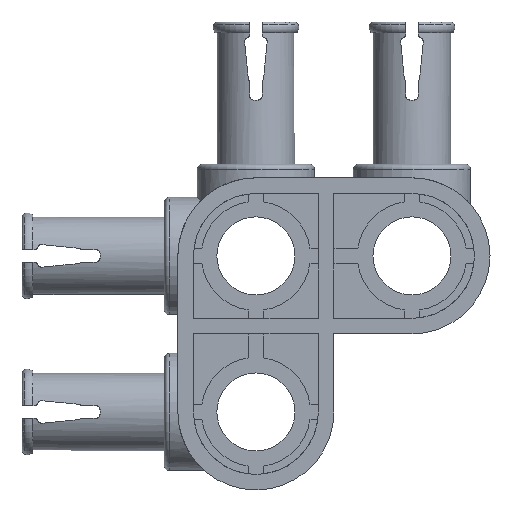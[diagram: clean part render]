
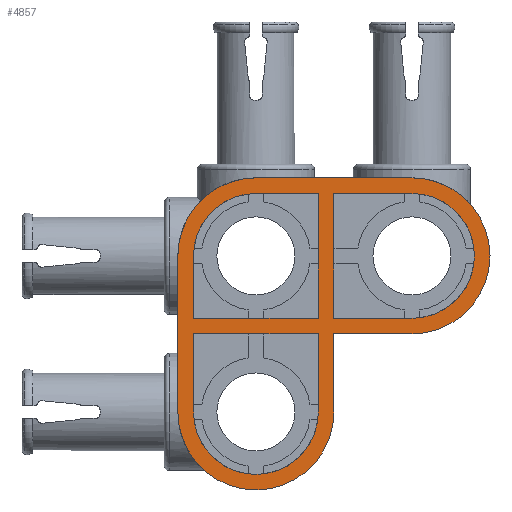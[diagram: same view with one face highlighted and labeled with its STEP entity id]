
A CAD part, front view. The second image highlights one B-rep face of the part: STEP entity #4857.
In plain terms, the highlighted planar face has unit normal (0, -1, 0).
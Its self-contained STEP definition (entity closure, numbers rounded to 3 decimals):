
#57=FACE_BOUND('',#757,.T.);
#58=FACE_BOUND('',#758,.T.);
#59=FACE_BOUND('',#759,.T.);
#248=PLANE('',#5315);
#497=FACE_OUTER_BOUND('',#756,.T.);
#756=EDGE_LOOP('',(#4483,#4484,#4485,#4486,#4487,#4488,#4489));
#757=EDGE_LOOP('',(#4490,#4491,#4492,#4493));
#758=EDGE_LOOP('',(#4494,#4495,#4496,#4497,#4498));
#759=EDGE_LOOP('',(#4499,#4500,#4501,#4502));
#1020=LINE('',#8318,#1448);
#1036=LINE('',#8350,#1464);
#1049=LINE('',#8384,#1477);
#1061=LINE('',#8416,#1489);
#1069=LINE('',#8432,#1497);
#1077=LINE('',#8449,#1505);
#1146=LINE('',#8638,#1574);
#1199=LINE('',#8785,#1627);
#1212=LINE('',#8820,#1640);
#1213=LINE('',#8822,#1641);
#1228=LINE('',#8865,#1656);
#1281=LINE('',#9012,#1709);
#1292=LINE('',#9043,#1720);
#1293=LINE('',#9044,#1721);
#1448=VECTOR('',#5914,10.);
#1464=VECTOR('',#5934,10.);
#1477=VECTOR('',#5961,10.);
#1489=VECTOR('',#5987,10.);
#1497=VECTOR('',#5999,10.);
#1505=VECTOR('',#6009,10.);
#1574=VECTOR('',#6206,10.);
#1627=VECTOR('',#6351,10.);
#1640=VECTOR('',#6398,10.);
#1641=VECTOR('',#6401,10.);
#1656=VECTOR('',#6438,10.);
#1709=VECTOR('',#6583,10.);
#1720=VECTOR('',#6628,10.);
#1721=VECTOR('',#6629,10.);
#1749=CIRCLE('',#4939,5.);
#1771=CIRCLE('',#4995,5.);
#1804=CIRCLE('',#5090,5.);
#1811=CIRCLE('',#5107,4.);
#1839=CIRCLE('',#5182,4.);
#1871=CIRCLE('',#5257,4.);
#1957=VERTEX_POINT('',#7099);
#1958=VERTEX_POINT('',#7101);
#2017=VERTEX_POINT('',#7526);
#2018=VERTEX_POINT('',#7528);
#2118=VERTEX_POINT('',#8260);
#2119=VERTEX_POINT('',#8262);
#2144=VERTEX_POINT('',#8315);
#2145=VERTEX_POINT('',#8317);
#2159=VERTEX_POINT('',#8348);
#2173=VERTEX_POINT('',#8382);
#2182=VERTEX_POINT('',#8403);
#2190=VERTEX_POINT('',#8428);
#2192=VERTEX_POINT('',#8431);
#2198=VERTEX_POINT('',#8445);
#2200=VERTEX_POINT('',#8448);
#2256=VERTEX_POINT('',#8636);
#2262=VERTEX_POINT('',#8654);
#2309=VERTEX_POINT('',#8818);
#2326=VERTEX_POINT('',#8863);
#2332=VERTEX_POINT('',#8881);
#2466=EDGE_CURVE('',#1958,#1957,#1749,.T.);
#2554=EDGE_CURVE('',#2018,#2017,#1771,.T.);
#2705=EDGE_CURVE('',#2119,#2118,#1804,.T.);
#2731=EDGE_CURVE('',#2145,#2144,#1020,.T.);
#2747=EDGE_CURVE('',#2144,#2159,#1036,.T.);
#2764=EDGE_CURVE('',#2159,#2173,#1049,.T.);
#2774=EDGE_CURVE('',#2173,#2182,#1811,.T.);
#2780=EDGE_CURVE('',#2182,#2145,#1061,.T.);
#2788=EDGE_CURVE('',#2192,#2190,#1069,.T.);
#2796=EDGE_CURVE('',#2200,#2198,#1077,.T.);
#2889=EDGE_CURVE('',#2198,#2256,#1146,.T.);
#2898=EDGE_CURVE('',#2256,#2262,#1839,.T.);
#2965=EDGE_CURVE('',#2262,#2200,#1199,.T.);
#2981=EDGE_CURVE('',#1957,#2309,#1212,.T.);
#2982=EDGE_CURVE('',#2017,#1958,#1213,.T.);
#3003=EDGE_CURVE('',#2190,#2326,#1228,.T.);
#3012=EDGE_CURVE('',#2326,#2332,#1871,.T.);
#3079=EDGE_CURVE('',#2332,#2192,#1281,.T.);
#3093=EDGE_CURVE('',#2118,#2018,#1292,.T.);
#3094=EDGE_CURVE('',#2309,#2119,#1293,.T.);
#4483=ORIENTED_EDGE('',*,*,#3093,.T.);
#4484=ORIENTED_EDGE('',*,*,#2554,.T.);
#4485=ORIENTED_EDGE('',*,*,#2982,.T.);
#4486=ORIENTED_EDGE('',*,*,#2466,.T.);
#4487=ORIENTED_EDGE('',*,*,#2981,.T.);
#4488=ORIENTED_EDGE('',*,*,#3094,.T.);
#4489=ORIENTED_EDGE('',*,*,#2705,.T.);
#4490=ORIENTED_EDGE('',*,*,#3003,.T.);
#4491=ORIENTED_EDGE('',*,*,#3012,.T.);
#4492=ORIENTED_EDGE('',*,*,#3079,.T.);
#4493=ORIENTED_EDGE('',*,*,#2788,.T.);
#4494=ORIENTED_EDGE('',*,*,#2731,.T.);
#4495=ORIENTED_EDGE('',*,*,#2747,.T.);
#4496=ORIENTED_EDGE('',*,*,#2764,.T.);
#4497=ORIENTED_EDGE('',*,*,#2774,.T.);
#4498=ORIENTED_EDGE('',*,*,#2780,.T.);
#4499=ORIENTED_EDGE('',*,*,#2889,.T.);
#4500=ORIENTED_EDGE('',*,*,#2898,.T.);
#4501=ORIENTED_EDGE('',*,*,#2965,.T.);
#4502=ORIENTED_EDGE('',*,*,#2796,.T.);
#4857=ADVANCED_FACE('',(#497,#57,#58,#59),#248,.F.);
#4939=AXIS2_PLACEMENT_3D('',#7102,#5483,#5484);
#4995=AXIS2_PLACEMENT_3D('',#7529,#5628,#5629);
#5090=AXIS2_PLACEMENT_3D('',#8263,#5880,#5881);
#5107=AXIS2_PLACEMENT_3D('',#8405,#5976,#5977);
#5182=AXIS2_PLACEMENT_3D('',#8656,#6222,#6223);
#5257=AXIS2_PLACEMENT_3D('',#8883,#6454,#6455);
#5315=AXIS2_PLACEMENT_3D('',#9042,#6626,#6627);
#5483=DIRECTION('center_axis',(0.,-1.,0.));
#5484=DIRECTION('ref_axis',(0.,0.,
-1.));
#5628=DIRECTION('center_axis',(0.,-1.,0.));
#5629=DIRECTION('ref_axis',(-1.,0.,0.));
#5880=DIRECTION('center_axis',(0.,-1.,0.));
#5881=DIRECTION('ref_axis',(1.,0.,0.));
#5914=DIRECTION('',(0.,0.,-1.));
#5934=DIRECTION('',(-1.,0.,0.));
#5961=DIRECTION('',(0.,0.,1.));
#5976=DIRECTION('center_axis',(0.,1.,0.));
#5977=DIRECTION('ref_axis',(-0.125,0.,0.992));
#5987=DIRECTION('',(1.,0.,0.));
#5999=DIRECTION('',(0.,0.,1.));
#6009=DIRECTION('',(1.,0.,0.));
#6206=DIRECTION('',(0.,0.,-1.));
#6222=DIRECTION('center_axis',(0.,1.,0.));
#6223=DIRECTION('ref_axis',(-1.,0.,0.));
#6351=DIRECTION('',(0.,0.,1.));
#6398=DIRECTION('',(0.,0.,1.));
#6401=DIRECTION('',(0.,0.,-1.));
#6438=DIRECTION('',(1.,0.,0.));
#6454=DIRECTION('center_axis',(0.,1.,0.));
#6455=DIRECTION('ref_axis',(0.,0.,
-1.));
#6583=DIRECTION('',(-1.,0.,0.));
#6626=DIRECTION('center_axis',(0.,1.,0.));
#6627=DIRECTION('ref_axis',(0.,0.,
-1.));
#6628=DIRECTION('',(-1.,0.,0.));
#6629=DIRECTION('',(1.,0.,0.));
#7099=CARTESIAN_POINT('',(5.072,-3.479,-1.58));
#7101=CARTESIAN_POINT('',(-4.928,-3.479,-1.58));
#7102=CARTESIAN_POINT('Origin',(0.072,-3.479,-1.58));
#7526=CARTESIAN_POINT('',(-4.928,-3.479,8.42));
#7528=CARTESIAN_POINT('',(0.072,-3.479,13.42));
#7529=CARTESIAN_POINT('Origin',(0.072,-3.479,8.42));
#8260=CARTESIAN_POINT('',(10.072,-3.479,13.42));
#8262=CARTESIAN_POINT('',(10.072,-3.479,3.42));
#8263=CARTESIAN_POINT('Origin',(10.072,-3.479,8.42));
#8315=CARTESIAN_POINT('',(4.072,-3.479,4.42));
#8317=CARTESIAN_POINT('',(4.072,-3.479,12.42));
#8318=CARTESIAN_POINT('',(4.072,-3.479,7.909));
#8348=CARTESIAN_POINT('',(-3.928,-3.479,4.42));
#8350=CARTESIAN_POINT('',(0.083,-3.479,4.42));
#8382=CARTESIAN_POINT('',(-3.928,-3.479,8.42));
#8384=CARTESIAN_POINT('',(-3.928,-3.479,7.909));
#8403=CARTESIAN_POINT('',(0.072,-3.479,12.42));
#8405=CARTESIAN_POINT('Origin',(0.072,-3.479,8.42));
#8416=CARTESIAN_POINT('',(0.583,-3.479,12.42));
#8428=CARTESIAN_POINT('',(5.072,-3.479,12.42));
#8431=CARTESIAN_POINT('',(5.072,-3.479,4.42));
#8432=CARTESIAN_POINT('',(5.072,-3.479,13.42));
#8445=CARTESIAN_POINT('',(4.072,-3.479,3.42));
#8448=CARTESIAN_POINT('',(-3.928,-3.479,3.42));
#8449=CARTESIAN_POINT('',(4.572,-3.479,3.42));
#8636=CARTESIAN_POINT('',(4.072,-3.479,-1.58));
#8638=CARTESIAN_POINT('',(4.072,-3.479,-1.08));
#8654=CARTESIAN_POINT('',(-3.928,-3.479,-1.58));
#8656=CARTESIAN_POINT('Origin',(0.072,-3.479,-1.58));
#8785=CARTESIAN_POINT('',(-3.928,-3.479,-1.08));
#8818=CARTESIAN_POINT('',(5.072,-3.479,3.42));
#8820=CARTESIAN_POINT('',(5.072,-3.479,3.42));
#8822=CARTESIAN_POINT('',(-4.928,-3.479,3.42));
#8863=CARTESIAN_POINT('',(10.072,-3.479,12.42));
#8865=CARTESIAN_POINT('',(9.572,-3.479,12.42));
#8881=CARTESIAN_POINT('',(10.072,-3.479,4.42));
#8883=CARTESIAN_POINT('Origin',(10.072,-3.479,8.42));
#9012=CARTESIAN_POINT('',(9.572,-3.479,4.42));
#9042=CARTESIAN_POINT('Origin',(10.106,-3.479,8.42));
#9043=CARTESIAN_POINT('',(5.072,-3.479,13.42));
#9044=CARTESIAN_POINT('',(10.072,-3.479,3.42));
